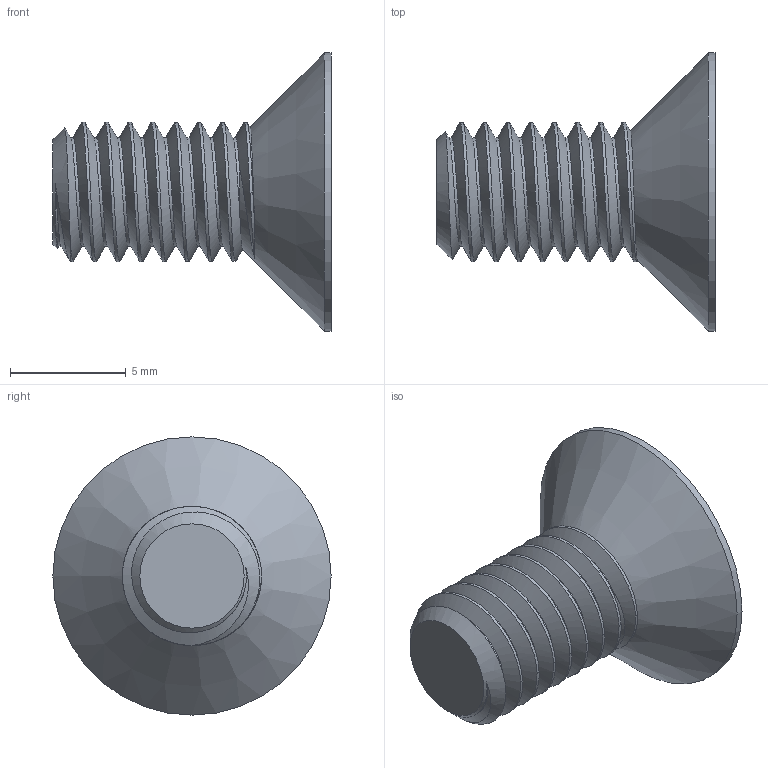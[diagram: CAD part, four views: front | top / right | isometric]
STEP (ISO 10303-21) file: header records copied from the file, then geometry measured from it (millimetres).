
FILE_DESCRIPTION(/* description */ (''),/* implementation_level */ '2;1');
FILE_NAME(/* name */ 'M6x12FHCS-0 v1.step',/* time_stamp */ '2020-09-15T09:41:06-04:00',/* author */ (''),/* organization */ (''),/* preprocessor_version */ 'ST-DEVELOPER v18.1',/* originating_system */ 'Autodesk Translation Framework v9.3.0.1241',/* authorisation */ '');
FILE_SCHEMA (('AUTOMOTIVE_DESIGN { 1 0 10303 214 3 1 1 }'));
Length unit declared in the file: millimetre
Products named in the file (2): M6x12FHCS-0; 92125A236
Assembly tree (1 placements, depth 2):
  M6x12FHCS-0
    92125A236
Bounding box: 12 x 12 x 12 mm (x, y, z)
Volume: 395.9 mm3; surface area: 542.2 mm2
Topology: 1 solids, 1 shells, 38 faces, 92 edges, 57 vertices
Faces by surface type: cylinder 19, plane 9, cone 8, bspline 2
Full cylindrical faces by diameter (mm): 4.701 x7, 6 x7, 12 x1
Entity records: 3119 total; most frequent: CARTESIAN_POINT 2274, ORIENTED_EDGE 184, DIRECTION 135, EDGE_CURVE 92, VERTEX_POINT 57, AXIS2_PLACEMENT_3D 52, B_SPLINE_CURVE_WITH_KNOTS 42, EDGE_LOOP 39
